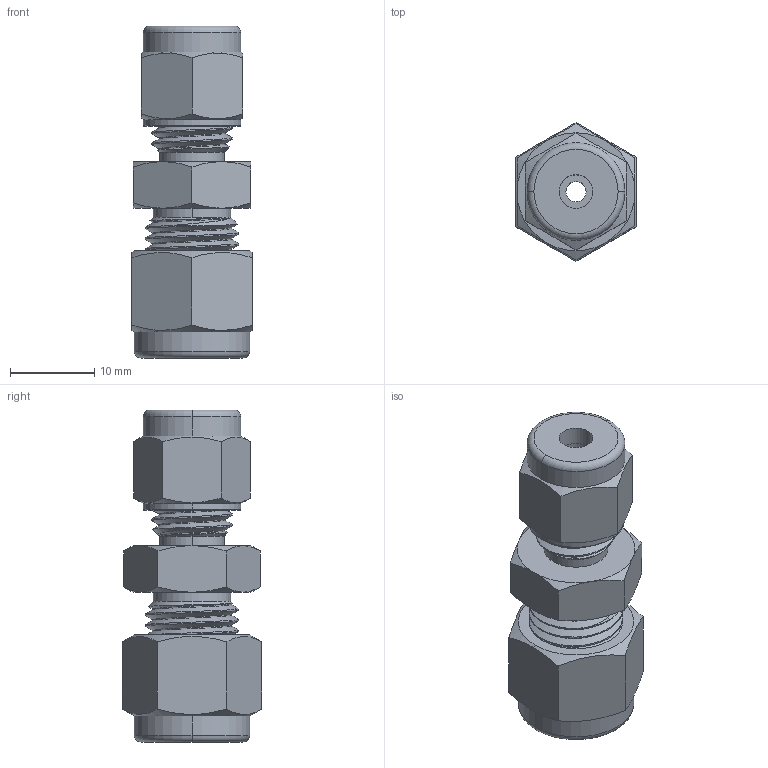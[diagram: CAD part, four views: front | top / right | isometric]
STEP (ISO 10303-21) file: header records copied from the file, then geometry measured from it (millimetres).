
FILE_DESCRIPTION (( 'STEP AP203' ), '1' );
FILE_NAME ('5305K401_Yor-Lok Fitting for Stainless Steel Tubing.STEP', '2021-09-10T02:46:28', ( 'Administrator' ), ( 'Managed by Terraform' ), 'SwSTEP 2.0', 'SolidWorks 2017', '' );
FILE_SCHEMA (( 'CONFIG_CONTROL_DESIGN' ));
Length unit declared in the file: millimetre
Products named in the file (1): 5305K401_Yor-Lok Fitting for Stainless Steel Tubing
Bounding box: 14.29 x 16.5 x 39.4 mm (x, y, z)
Volume: 4005.4 mm3; surface area: 4793.6 mm2
Topology: 7 solids, 7 shells, 175 faces, 407 edges, 256 vertices
Faces by surface type: cylinder 73, cone 50, plane 42, bspline 6, torus 4
Entity records: 8207 total; most frequent: CARTESIAN_POINT 4331, ORIENTED_EDGE 814, DIRECTION 763, EDGE_CURVE 407, AXIS2_PLACEMENT_3D 318, VERTEX_POINT 256, EDGE_LOOP 199, FACE_OUTER_BOUND 175
